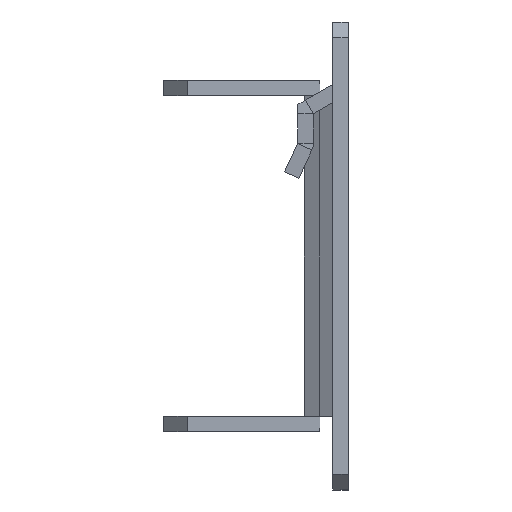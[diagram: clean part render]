
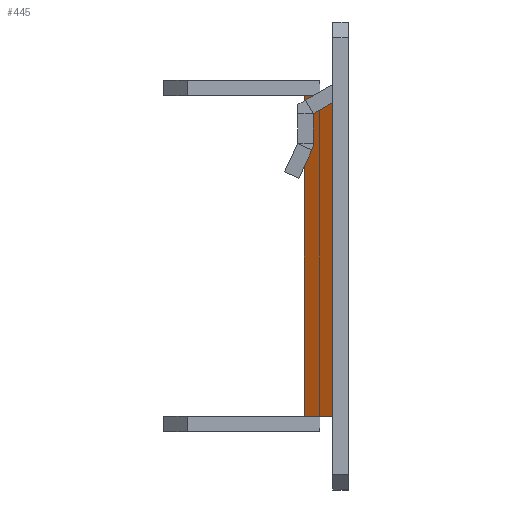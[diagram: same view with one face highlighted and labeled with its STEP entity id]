
A CAD part, left-side view. The second image highlights one B-rep face of the part: STEP entity #445.
In plain terms, the highlighted planar face has unit normal (-0.875, 0.484, 0).
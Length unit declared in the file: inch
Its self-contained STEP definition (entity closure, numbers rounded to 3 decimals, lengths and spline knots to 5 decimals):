
#445 = ADVANCED_FACE ( 'NONE', ( #8137 ), #4814, .T. ) ;
#572 = ORIENTED_EDGE ( 'NONE', *, *, #6652, .T. ) ;
#593 = EDGE_LOOP ( 'NONE', ( #8236, #8192, #1880, #572 ) ) ;
#901 = LINE ( 'NONE', #4774, #3747 ) ;
#966 = EDGE_CURVE ( 'NONE', #2431, #2468, #7602, .T. ) ;
#1266 = VERTEX_POINT ( 'NONE', #5406 ) ;
#1754 = VECTOR ( 'NONE', #6039, 39.37008 ) ;
#1880 = ORIENTED_EDGE ( 'NONE', *, *, #3249, .T. ) ;
#2204 = DIRECTION ( 'NONE',  ( -0.875, 0.484, 0. ) ) ;
#2250 = DIRECTION ( 'NONE',  ( -0.484, -0.875, 0. ) ) ;
#2431 = VERTEX_POINT ( 'NONE', #8080 ) ;
#2468 = VERTEX_POINT ( 'NONE', #5101 ) ;
#3011 = AXIS2_PLACEMENT_3D ( 'NONE', #7486, #2204, #2250 ) ;
#3018 = VECTOR ( 'NONE', #6947, 39.37008 ) ;
#3249 = EDGE_CURVE ( 'NONE', #3691, #1266, #901, .T. ) ;
#3378 = CARTESIAN_POINT ( 'NONE',  ( -13.90472, -0.45748, 0.80693 ) ) ;
#3505 = CARTESIAN_POINT ( 'NONE',  ( -13.82598, -0.31496, -0.80693 ) ) ;
#3691 = VERTEX_POINT ( 'NONE', #3505 ) ;
#3747 = VECTOR ( 'NONE', #7621, 39.37008 ) ;
#4088 = EDGE_CURVE ( 'NONE', #2431, #3691, #7788, .T. ) ;
#4467 = DIRECTION ( 'NONE',  ( 0., 0., -1. ) ) ;
#4774 = CARTESIAN_POINT ( 'NONE',  ( -13.82598, -0.31496, -0.80693 ) ) ;
#4814 = PLANE ( 'NONE',  #3011 ) ;
#5101 = CARTESIAN_POINT ( 'NONE',  ( -13.90472, -0.45748, 0.80693 ) ) ;
#5406 = CARTESIAN_POINT ( 'NONE',  ( -13.90472, -0.45748, -0.80693 ) ) ;
#6039 = DIRECTION ( 'NONE',  ( 0., 0., 1. ) ) ;
#6430 = CARTESIAN_POINT ( 'NONE',  ( -13.82598, -0.31496, 0.80693 ) ) ;
#6652 = EDGE_CURVE ( 'NONE', #1266, #2468, #7972, .T. ) ;
#6947 = DIRECTION ( 'NONE',  ( -0.484, -0.875, 0. ) ) ;
#7486 = CARTESIAN_POINT ( 'NONE',  ( -13.92719, -0.49814, 0.80693 ) ) ;
#7602 = LINE ( 'NONE', #8168, #3018 ) ;
#7621 = DIRECTION ( 'NONE',  ( -0.484, -0.875, 0. ) ) ;
#7665 = VECTOR ( 'NONE', #4467, 39.37008 ) ;
#7788 = LINE ( 'NONE', #6430, #7665 ) ;
#7972 = LINE ( 'NONE', #3378, #1754 ) ;
#8080 = CARTESIAN_POINT ( 'NONE',  ( -13.82598, -0.31496, 0.80693 ) ) ;
#8137 = FACE_OUTER_BOUND ( 'NONE', #593, .T. ) ;
#8168 = CARTESIAN_POINT ( 'NONE',  ( -13.82598, -0.31496, 0.80693 ) ) ;
#8192 = ORIENTED_EDGE ( 'NONE', *, *, #4088, .T. ) ;
#8236 = ORIENTED_EDGE ( 'NONE', *, *, #966, .F. ) ;
